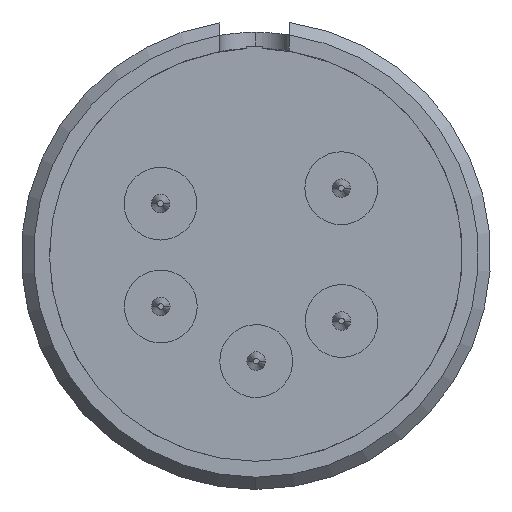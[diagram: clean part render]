
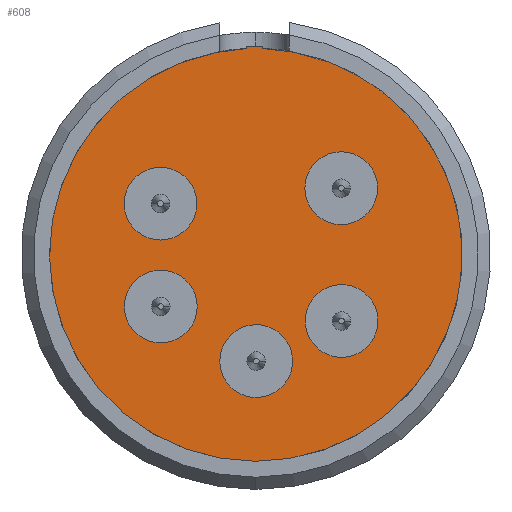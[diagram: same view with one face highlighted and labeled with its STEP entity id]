
A CAD part, front view. The second image highlights one B-rep face of the part: STEP entity #608.
In plain terms, the highlighted planar face has unit normal (0, -1, 0).
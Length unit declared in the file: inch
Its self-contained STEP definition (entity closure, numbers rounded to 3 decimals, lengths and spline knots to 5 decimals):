
#12 = DIRECTION ( 'NONE',  ( 0., 0., -1. ) ) ;
#13 = DIRECTION ( 'NONE',  ( 0., 1., 0. ) ) ;
#15 = CARTESIAN_POINT ( 'NONE',  ( 0., 0.33586, 0.19424 ) ) ;
#51 = DIRECTION ( 'NONE',  ( 0., 0., -1. ) ) ;
#52 = DIRECTION ( 'NONE',  ( 0., 1., 0. ) ) ;
#53 = CARTESIAN_POINT ( 'NONE',  ( -0.16524, 0.33586, 0.2828 ) ) ;
#91 = DIRECTION ( 'NONE',  ( 0., 0., -1. ) ) ;
#92 = DIRECTION ( 'NONE',  ( 0., 1., 0. ) ) ;
#93 = CARTESIAN_POINT ( 'NONE',  ( 0.14769, 0.33586, 0.30963 ) ) ;
#201 = CIRCLE ( 'NONE', #2824, 0.3575 ) ;
#212 = CIRCLE ( 'NONE', #2833, 0.063 ) ;
#230 = CIRCLE ( 'NONE', #2841, 0.063 ) ;
#344 = CIRCLE ( 'NONE', #2789, 0.063 ) ;
#354 = CIRCLE ( 'NONE', #2859, 0.063 ) ;
#402 = CIRCLE ( 'NONE', #2867, 0.063 ) ;
#405 = CIRCLE ( 'NONE', #2883, 0.361 ) ;
#408 = CIRCLE ( 'NONE', #2780, 0.063 ) ;
#410 = CIRCLE ( 'NONE', #2877, 0.063 ) ;
#412 = CIRCLE ( 'NONE', #2886, 0.063 ) ;
#419 = CIRCLE ( 'NONE', #2863, 0.063 ) ;
#608 = ADVANCED_FACE ( 'NONE', ( #759, #756, #768, #766, #758, #755 ), #910, .T. ) ;
#755 = FACE_OUTER_BOUND ( 'NONE', #3125, .T. ) ;
#756 = FACE_BOUND ( 'NONE', #3106, .T. ) ;
#758 = FACE_BOUND ( 'NONE', #3124, .T. ) ;
#759 = FACE_BOUND ( 'NONE', #3107, .T. ) ;
#766 = FACE_BOUND ( 'NONE', #3073, .T. ) ;
#768 = FACE_BOUND ( 'NONE', #3121, .T. ) ;
#808 = VERTEX_POINT ( 'NONE', #1884 ) ;
#820 = VERTEX_POINT ( 'NONE', #1870 ) ;
#830 = VERTEX_POINT ( 'NONE', #1856 ) ;
#906 = DIRECTION ( 'NONE',  ( 0.616, 0., -0.788 ) ) ;
#908 = CARTESIAN_POINT ( 'NONE',  ( 0., 0.33586, 0.19424 ) ) ;
#910 = PLANE ( 'NONE',  #3388 ) ;
#916 = DIRECTION ( 'NONE',  ( 0., -1., 0. ) ) ;
#975 = VERTEX_POINT ( 'NONE', #1825 ) ;
#1007 = VERTEX_POINT ( 'NONE', #1787 ) ;
#1050 = ORIENTED_EDGE ( 'NONE', *, *, #3408, .T. ) ;
#1051 = ORIENTED_EDGE ( 'NONE', *, *, #3669, .F. ) ;
#1054 = ORIENTED_EDGE ( 'NONE', *, *, #3409, .T. ) ;
#1063 = ORIENTED_EDGE ( 'NONE', *, *, #3675, .T. ) ;
#1460 = CIRCLE ( 'NONE', #2934, 0.063 ) ;
#1651 = DIRECTION ( 'NONE',  ( 0.616, 0., -0.788 ) ) ;
#1653 = DIRECTION ( 'NONE',  ( 0., -1., 0. ) ) ;
#1654 = CARTESIAN_POINT ( 'NONE',  ( 0., 0.33586, 0.19424 ) ) ;
#1670 = DIRECTION ( 'NONE',  ( 0., 0., -1. ) ) ;
#1673 = DIRECTION ( 'NONE',  ( 0., 1., 0. ) ) ;
#1674 = CARTESIAN_POINT ( 'NONE',  ( 0.14769, 0.33586, 0.30963 ) ) ;
#1677 = DIRECTION ( 'NONE',  ( 0., 0., -1. ) ) ;
#1680 = DIRECTION ( 'NONE',  ( 0., 1., 0. ) ) ;
#1681 = CARTESIAN_POINT ( 'NONE',  ( 0.00049, 0.33586, 0.01024 ) ) ;
#1682 = DIRECTION ( 'NONE',  ( 0., 0., -1. ) ) ;
#1683 = DIRECTION ( 'NONE',  ( 0., 1., 0. ) ) ;
#1684 = CARTESIAN_POINT ( 'NONE',  ( -0.16524, 0.33586, 0.2828 ) ) ;
#1687 = DIRECTION ( 'NONE',  ( 0., 0., -1. ) ) ;
#1688 = DIRECTION ( 'NONE',  ( 0., 1., 0. ) ) ;
#1689 = CARTESIAN_POINT ( 'NONE',  ( -0.16476, 0.33586, 0.1048 ) ) ;
#1691 = DIRECTION ( 'NONE',  ( 0., 0., -1. ) ) ;
#1692 = DIRECTION ( 'NONE',  ( 0., 1., 0. ) ) ;
#1694 = CARTESIAN_POINT ( 'NONE',  ( 0.1483, 0.33586, 0.07963 ) ) ;
#1715 = CARTESIAN_POINT ( 'NONE',  ( -0.13241, 0.33586, 0.15886 ) ) ;
#1717 = CARTESIAN_POINT ( 'NONE',  ( 0.14769, 0.33586, 0.37263 ) ) ;
#1720 = CARTESIAN_POINT ( 'NONE',  ( 0.05327, 0.33586, 0.04464 ) ) ;
#1721 = CARTESIAN_POINT ( 'NONE',  ( -0.05229, 0.33586, -0.02415 ) ) ;
#1730 = CARTESIAN_POINT ( 'NONE',  ( -0.19712, 0.33586, 0.05075 ) ) ;
#1733 = CARTESIAN_POINT ( 'NONE',  ( -0.16524, 0.33586, 0.2198 ) ) ;
#1737 = CARTESIAN_POINT ( 'NONE',  ( 0.20109, 0.33586, 0.11403 ) ) ;
#1739 = CARTESIAN_POINT ( 'NONE',  ( -0.16524, 0.33586, 0.3458 ) ) ;
#1740 = CARTESIAN_POINT ( 'NONE',  ( 0.09552, 0.33586, 0.04524 ) ) ;
#1743 = CARTESIAN_POINT ( 'NONE',  ( 0.14769, 0.33586, 0.24663 ) ) ;
#1787 = CARTESIAN_POINT ( 'NONE',  ( 0.01161, 0.33586, 0.55155 ) ) ;
#1825 = CARTESIAN_POINT ( 'NONE',  ( 0.01161, 0.33586, 0.55506 ) ) ;
#1856 = CARTESIAN_POINT ( 'NONE',  ( -0.01612, 0.33586, 0.55488 ) ) ;
#1870 = CARTESIAN_POINT ( 'NONE',  ( -0.01612, 0.33586, 0.55138 ) ) ;
#1884 = CARTESIAN_POINT ( 'NONE',  ( 0., 0.33586, -0.16326 ) ) ;
#2094 = VERTEX_POINT ( 'NONE', #1743 ) ;
#2100 = VERTEX_POINT ( 'NONE', #1740 ) ;
#2102 = VERTEX_POINT ( 'NONE', #1739 ) ;
#2103 = VERTEX_POINT ( 'NONE', #1737 ) ;
#2106 = VERTEX_POINT ( 'NONE', #1733 ) ;
#2107 = VERTEX_POINT ( 'NONE', #1730 ) ;
#2112 = VERTEX_POINT ( 'NONE', #1721 ) ;
#2113 = VERTEX_POINT ( 'NONE', #1720 ) ;
#2116 = VERTEX_POINT ( 'NONE', #1717 ) ;
#2119 = VERTEX_POINT ( 'NONE', #1715 ) ;
#2457 = DIRECTION ( 'NONE',  ( 0., 0., -1. ) ) ;
#2458 = DIRECTION ( 'NONE',  ( 0., 1., 0. ) ) ;
#2459 = CARTESIAN_POINT ( 'NONE',  ( 0.1483, 0.33586, 0.07963 ) ) ;
#2480 = DIRECTION ( 'NONE',  ( 0., 0., -1. ) ) ;
#2481 = DIRECTION ( 'NONE',  ( 0., 1., 0. ) ) ;
#2482 = CARTESIAN_POINT ( 'NONE',  ( 0.00049, 0.33586, 0.01024 ) ) ;
#2780 = AXIS2_PLACEMENT_3D ( 'NONE', #1681, #1680, #1677 ) ;
#2789 = AXIS2_PLACEMENT_3D ( 'NONE', #2459, #2458, #2457 ) ;
#2824 = AXIS2_PLACEMENT_3D ( 'NONE', #15, #13, #12 ) ;
#2833 = AXIS2_PLACEMENT_3D ( 'NONE', #53, #52, #51 ) ;
#2841 = AXIS2_PLACEMENT_3D ( 'NONE', #93, #92, #91 ) ;
#2859 = AXIS2_PLACEMENT_3D ( 'NONE', #2482, #2481, #2480 ) ;
#2863 = AXIS2_PLACEMENT_3D ( 'NONE', #1684, #1683, #1682 ) ;
#2867 = AXIS2_PLACEMENT_3D ( 'NONE', #1689, #1688, #1687 ) ;
#2877 = AXIS2_PLACEMENT_3D ( 'NONE', #1694, #1692, #1691 ) ;
#2883 = AXIS2_PLACEMENT_3D ( 'NONE', #1654, #1653, #1651 ) ;
#2886 = AXIS2_PLACEMENT_3D ( 'NONE', #1674, #1673, #1670 ) ;
#2907 = AXIS2_PLACEMENT_3D ( 'NONE', #3004, #2996, #3007 ) ;
#2934 = AXIS2_PLACEMENT_3D ( 'NONE', #3040, #3018, #3046 ) ;
#2996 = DIRECTION ( 'NONE',  ( 0., 1., 0. ) ) ;
#3004 = CARTESIAN_POINT ( 'NONE',  ( 0., 0.33586, 0.19424 ) ) ;
#3007 = DIRECTION ( 'NONE',  ( 0., 0., -1. ) ) ;
#3018 = DIRECTION ( 'NONE',  ( 0., 1., 0. ) ) ;
#3040 = CARTESIAN_POINT ( 'NONE',  ( -0.16476, 0.33586, 0.1048 ) ) ;
#3046 = DIRECTION ( 'NONE',  ( 0., 0., -1. ) ) ;
#3073 = EDGE_LOOP ( 'NONE', ( #3193, #3215 ) ) ;
#3106 = EDGE_LOOP ( 'NONE', ( #1050, #3196 ) ) ;
#3107 = EDGE_LOOP ( 'NONE', ( #1054, #3230 ) ) ;
#3108 = CARTESIAN_POINT ( 'NONE',  ( -0.01612, 0.33586, 0.41301 ) ) ;
#3121 = EDGE_LOOP ( 'NONE', ( #3184, #3219 ) ) ;
#3122 = DIRECTION ( 'NONE',  ( 0., 0., -1. ) ) ;
#3124 = EDGE_LOOP ( 'NONE', ( #3194, #3221 ) ) ;
#3125 = EDGE_LOOP ( 'NONE', ( #3144, #1063, #1051, #3212, #3136 ) ) ;
#3136 = ORIENTED_EDGE ( 'NONE', *, *, #3680, .T. ) ;
#3144 = ORIENTED_EDGE ( 'NONE', *, *, #3412, .T. ) ;
#3184 = ORIENTED_EDGE ( 'NONE', *, *, #3407, .T. ) ;
#3193 = ORIENTED_EDGE ( 'NONE', *, *, #3406, .T. ) ;
#3194 = ORIENTED_EDGE ( 'NONE', *, *, #3405, .T. ) ;
#3196 = ORIENTED_EDGE ( 'NONE', *, *, #3443, .T. ) ;
#3212 = ORIENTED_EDGE ( 'NONE', *, *, #3531, .F. ) ;
#3215 = ORIENTED_EDGE ( 'NONE', *, *, #3642, .T. ) ;
#3219 = ORIENTED_EDGE ( 'NONE', *, *, #3522, .T. ) ;
#3221 = ORIENTED_EDGE ( 'NONE', *, *, #3450, .T. ) ;
#3230 = ORIENTED_EDGE ( 'NONE', *, *, #3511, .T. ) ;
#3284 = DIRECTION ( 'NONE',  ( 0., 0., 1. ) ) ;
#3287 = CARTESIAN_POINT ( 'NONE',  ( 0.01161, 0.33586, 0.41301 ) ) ;
#3325 = LINE ( 'NONE', #3108, #3337 ) ;
#3337 = VECTOR ( 'NONE', #3122, 39.37008 ) ;
#3351 = LINE ( 'NONE', #3287, #3355 ) ;
#3355 = VECTOR ( 'NONE', #3284, 39.37008 ) ;
#3359 = CIRCLE ( 'NONE', #2907, 0.3575 ) ;
#3388 = AXIS2_PLACEMENT_3D ( 'NONE', #908, #916, #906 ) ;
#3405 = EDGE_CURVE ( 'NONE', #2103, #2100, #410, .T. ) ;
#3406 = EDGE_CURVE ( 'NONE', #2119, #2107, #402, .T. ) ;
#3407 = EDGE_CURVE ( 'NONE', #2106, #2102, #419, .T. ) ;
#3408 = EDGE_CURVE ( 'NONE', #2113, #2112, #408, .T. ) ;
#3409 = EDGE_CURVE ( 'NONE', #2094, #2116, #412, .T. ) ;
#3412 = EDGE_CURVE ( 'NONE', #975, #830, #405, .T. ) ;
#3443 = EDGE_CURVE ( 'NONE', #2112, #2113, #354, .T. ) ;
#3450 = EDGE_CURVE ( 'NONE', #2100, #2103, #344, .T. ) ;
#3511 = EDGE_CURVE ( 'NONE', #2116, #2094, #230, .T. ) ;
#3522 = EDGE_CURVE ( 'NONE', #2102, #2106, #212, .T. ) ;
#3531 = EDGE_CURVE ( 'NONE', #1007, #808, #201, .T. ) ;
#3642 = EDGE_CURVE ( 'NONE', #2107, #2119, #1460, .T. ) ;
#3669 = EDGE_CURVE ( 'NONE', #808, #820, #3359, .T. ) ;
#3675 = EDGE_CURVE ( 'NONE', #830, #820, #3325, .T. ) ;
#3680 = EDGE_CURVE ( 'NONE', #1007, #975, #3351, .T. ) ;
